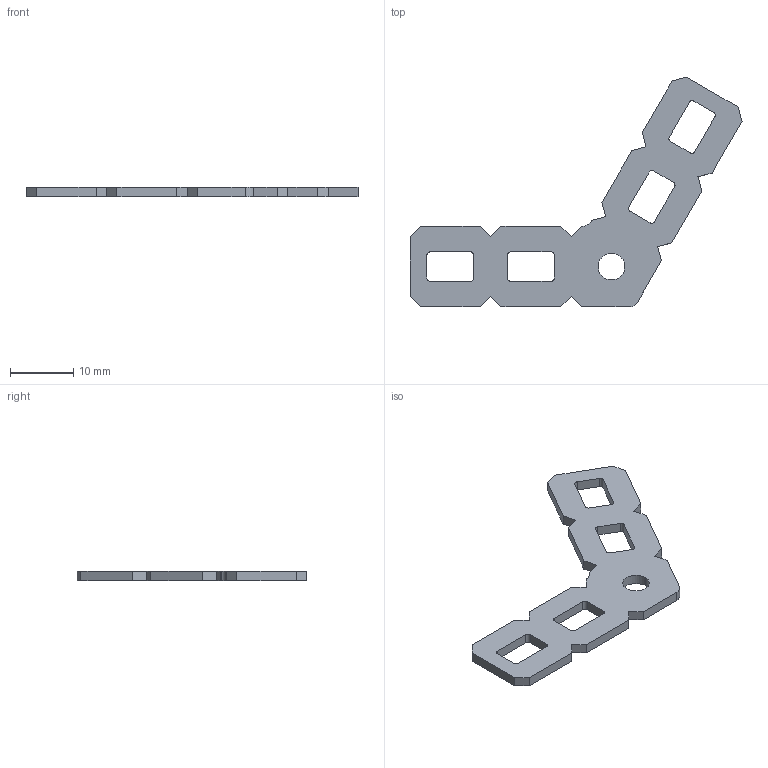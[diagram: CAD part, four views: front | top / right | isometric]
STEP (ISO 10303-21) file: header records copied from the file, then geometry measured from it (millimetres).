
FILE_DESCRIPTION (( 'STEP AP214' ), '1' );
FILE_NAME ('276-7760-001 Rev1.STEP', '2020-10-12T19:03:04', ( '' ), ( '' ), 'SwSTEP 2.0', 'SolidWorks 2019', '' );
FILE_SCHEMA (( 'AUTOMOTIVE_DESIGN' ));
Length unit declared in the file: inch
Products named in the file (1): 276-7760-001 Rev1
Bounding box: 52.31 x 36.21 x 1.57 mm (x, y, z)
Volume: 993.2 mm3; surface area: 1678.3 mm2
Topology: 1 solids, 1 shells, 74 faces, 216 edges, 144 vertices
Faces by surface type: plane 52, cylinder 22
Entity records: 2504 total; most frequent: CARTESIAN_POINT 435, ORIENTED_EDGE 432, DIRECTION 410, EDGE_CURVE 216, LINE 172, VECTOR 172, VERTEX_POINT 144, AXIS2_PLACEMENT_3D 119
